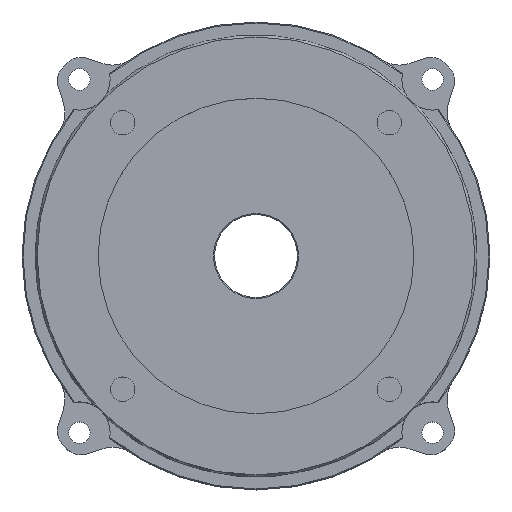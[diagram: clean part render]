
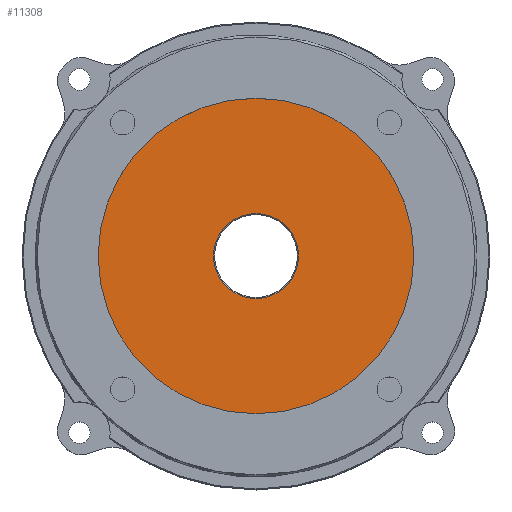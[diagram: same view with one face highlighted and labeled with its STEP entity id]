
A CAD part, top view. The second image highlights one B-rep face of the part: STEP entity #11308.
In plain terms, the highlighted planar face has unit normal (0, 0, 1).
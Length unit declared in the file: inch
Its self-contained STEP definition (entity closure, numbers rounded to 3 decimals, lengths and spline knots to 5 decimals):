
#510 = ORIENTED_EDGE ( 'NONE', *, *, #16374, .T. ) ;
#1611 = DIRECTION ( 'NONE',  ( 0., 0., -1. ) ) ;
#2086 = DIRECTION ( 'NONE',  ( 0., 0., 1. ) ) ;
#2103 = EDGE_CURVE ( 'NONE', #15390, #5084, #17179, .T. ) ;
#2138 = DIRECTION ( 'NONE',  ( -1., 0., 0. ) ) ;
#2219 = DIRECTION ( 'NONE',  ( 0., 0., 1. ) ) ;
#2376 = CARTESIAN_POINT ( 'NONE',  ( 0., 0., 1.54507 ) ) ;
#2673 = FACE_OUTER_BOUND ( 'NONE', #21000, .T. ) ;
#3788 = ORIENTED_EDGE ( 'NONE', *, *, #17879, .T. ) ;
#3829 = DIRECTION ( 'NONE',  ( 1., 0., 0. ) ) ;
#4127 = CARTESIAN_POINT ( 'NONE',  ( 3.03513, 0., 1.54507 ) ) ;
#5084 = VERTEX_POINT ( 'NONE', #4127 ) ;
#5717 = CARTESIAN_POINT ( 'NONE',  ( 0., 0., 1.54507 ) ) ;
#5890 = CARTESIAN_POINT ( 'NONE',  ( -0.81682, 0., 1.54507 ) ) ;
#6567 = ORIENTED_EDGE ( 'NONE', *, *, #2103, .T. ) ;
#6756 = ORIENTED_EDGE ( 'NONE', *, *, #13047, .T. ) ;
#7229 = DIRECTION ( 'NONE',  ( 0., 0., -1. ) ) ;
#8065 = CARTESIAN_POINT ( 'NONE',  ( 0.81682, 0., 1.54507 ) ) ;
#8141 = DIRECTION ( 'NONE',  ( 1., 0., 0. ) ) ;
#8775 = AXIS2_PLACEMENT_3D ( 'NONE', #12316, #10551, #2138 ) ;
#9886 = CARTESIAN_POINT ( 'NONE',  ( 0., 0., 1.54507 ) ) ;
#10551 = DIRECTION ( 'NONE',  ( 0., 0., 1. ) ) ;
#10816 = CARTESIAN_POINT ( 'NONE',  ( 0., 0., 1.54507 ) ) ;
#11308 = ADVANCED_FACE ( 'NONE', ( #17129, #2673 ), #12193, .T. ) ;
#11398 = AXIS2_PLACEMENT_3D ( 'NONE', #10816, #7229, #3829 ) ;
#12193 = PLANE ( 'NONE',  #21119 ) ;
#12316 = CARTESIAN_POINT ( 'NONE',  ( 0., 0., 1.54507 ) ) ;
#13047 = EDGE_CURVE ( 'NONE', #5084, #15390, #18983, .T. ) ;
#13143 = VERTEX_POINT ( 'NONE', #8065 ) ;
#13571 = CIRCLE ( 'NONE', #21469, 0.81682 ) ;
#13867 = DIRECTION ( 'NONE',  ( -1., 0., 0. ) ) ;
#14342 = CIRCLE ( 'NONE', #11398, 0.81682 ) ;
#15390 = VERTEX_POINT ( 'NONE', #18972 ) ;
#15550 = VERTEX_POINT ( 'NONE', #5890 ) ;
#16374 = EDGE_CURVE ( 'NONE', #13143, #15550, #13571, .T. ) ;
#17096 = EDGE_LOOP ( 'NONE', ( #510, #3788 ) ) ;
#17129 = FACE_BOUND ( 'NONE', #17096, .T. ) ;
#17179 = CIRCLE ( 'NONE', #17505, 3.03513 ) ;
#17457 = DIRECTION ( 'NONE',  ( 1., 0., 0. ) ) ;
#17505 = AXIS2_PLACEMENT_3D ( 'NONE', #2376, #2219, #13867 ) ;
#17879 = EDGE_CURVE ( 'NONE', #15550, #13143, #14342, .T. ) ;
#18972 = CARTESIAN_POINT ( 'NONE',  ( -3.03513, 0., 1.54507 ) ) ;
#18983 = CIRCLE ( 'NONE', #8775, 3.03513 ) ;
#21000 = EDGE_LOOP ( 'NONE', ( #6567, #6756 ) ) ;
#21119 = AXIS2_PLACEMENT_3D ( 'NONE', #5717, #2086, #17457 ) ;
#21469 = AXIS2_PLACEMENT_3D ( 'NONE', #9886, #1611, #8141 ) ;
